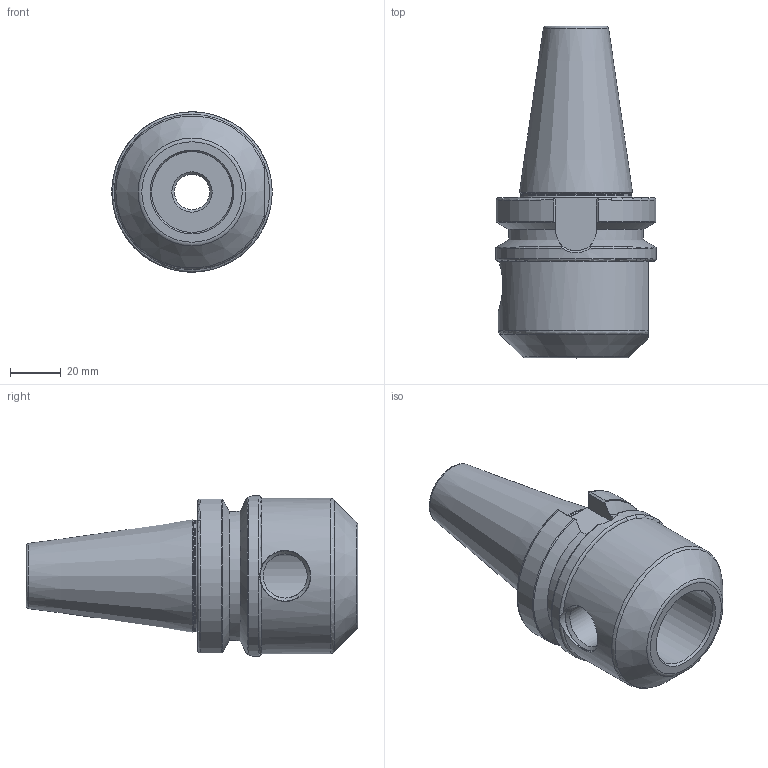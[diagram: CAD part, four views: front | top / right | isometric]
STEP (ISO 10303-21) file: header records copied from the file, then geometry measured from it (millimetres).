
FILE_DESCRIPTION(/* description */ (''),/* implementation_level */ '2;1');
FILE_NAME(/* name */ 'BT40-SLA1.25in-65.stp',/* time_stamp */ '2020-10-10T09:08:23+08:00',/* author */ ('Administrator'),/* organization */ (''),/* preprocessor_version */ 'ST-DEVELOPER v18.1',/* originating_system */ 'Autodesk Inventor 2021',/* authorisation */ '');
FILE_SCHEMA (('AUTOMOTIVE_DESIGN { 1 0 10303 214 3 1 1 }'));
Length unit declared in the file: millimetre
Products named in the file (1): BT40-SLA1.25in-65
Bounding box: 63 x 130.4 x 63 mm (x, y, z)
Volume: 174048.9 mm3; surface area: 33586.1 mm2
Topology: 1 solids, 1 shells, 74 faces, 216 edges, 146 vertices
Faces by surface type: plane 22, cylinder 16, cone 13, torus 13, bspline 10
Full cylindrical faces by diameter (mm): 13.835 x1, 17 x1, 17.323 x1, 18 x1, 20 x1, 31.75 x1, 33 x1, 43.5 x1, 63 x1
Entity records: 3238 total; most frequent: CARTESIAN_POINT 1289, ORIENTED_EDGE 432, DIRECTION 378, EDGE_CURVE 216, AXIS2_PLACEMENT_3D 155, VERTEX_POINT 146, CIRCLE 90, EDGE_LOOP 80
